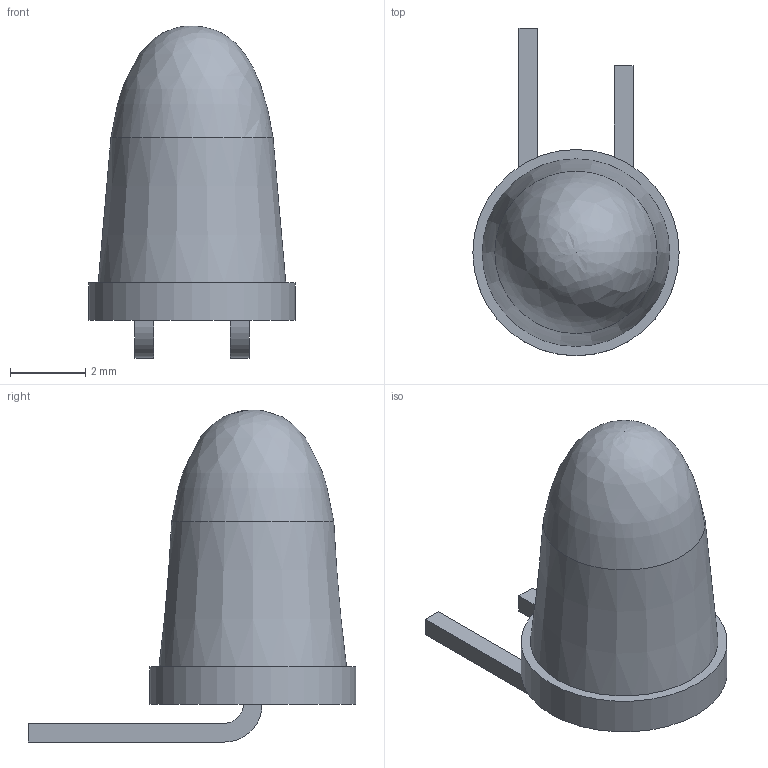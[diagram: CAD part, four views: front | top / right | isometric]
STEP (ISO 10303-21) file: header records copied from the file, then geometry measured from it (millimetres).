
FILE_DESCRIPTION(/* description */ (''),/* implementation_level */ '2;1');
FILE_NAME(/* name */ 'SFH4545.step',/* time_stamp */ '2019-09-01T19:21:31+02:00',/* author */ (''),/* organization */ (''),/* preprocessor_version */ 'ST-DEVELOPER v18',/* originating_system */ 'Autodesk Translation Framework v8.6.0.1094',/* authorisation */ '');
FILE_SCHEMA (('AUTOMOTIVE_DESIGN { 1 0 10303 214 3 1 1 }'));
Length unit declared in the file: millimetre
Products named in the file (1): SFH4545
Bounding box: 5.5 x 8.74 x 8.85 mm (x, y, z)
Volume: 120.5 mm3; surface area: 161.6 mm2
Topology: 1 solids, 1 shells, 19 faces, 46 edges, 31 vertices
Faces by surface type: plane 12, cylinder 5, cone 1, bspline 1
Full cylindrical faces by diameter (mm): 5.5 x1
Entity records: 630 total; most frequent: CARTESIAN_POINT 124, DIRECTION 96, ORIENTED_EDGE 90, EDGE_CURVE 45, AXIS2_PLACEMENT_3D 33, VERTEX_POINT 31, LINE 30, VECTOR 30
